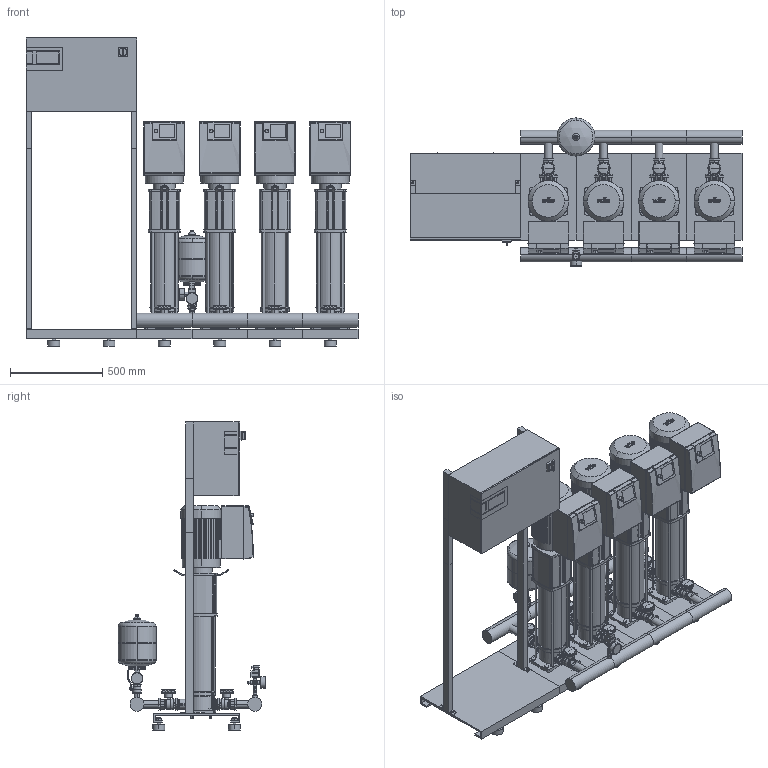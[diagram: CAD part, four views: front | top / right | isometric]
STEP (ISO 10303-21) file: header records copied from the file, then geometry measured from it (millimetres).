
FILE_DESCRIPTION((''),'2;1');
FILE_NAME('3d_COR-4HELIXVE611_K_CCE-01-2536365.stp','2015-10-05T07:10:36',(''),(''),'Mechanical Desktop 2009','Mechanical Desktop 2009',', , ');
FILE_SCHEMA(('CONFIG_CONTROL_DESIGN'));
Length unit declared in the file: millimetre
Products named in the file (1): Product
Bounding box: 1800 x 802 x 1670 mm (x, y, z)
Volume: 239412956.8 mm3; surface area: 12741897.9 mm2
Topology: 195 solids, 195 shells, 6747 faces, 17591 edges, 11479 vertices
Faces by surface type: plane 3102, bspline 1682, cylinder 1594, cone 213, torus 100, sphere 56
Entity records: 218397 total; most frequent: CARTESIAN_POINT 53267, ORIENTED_EDGE 35042, DIRECTION 31854, EDGE_CURVE 17521, VECTOR 12000, LINE 12000, VERTEX_POINT 11473, AXIS2_PLACEMENT_3D 9927
